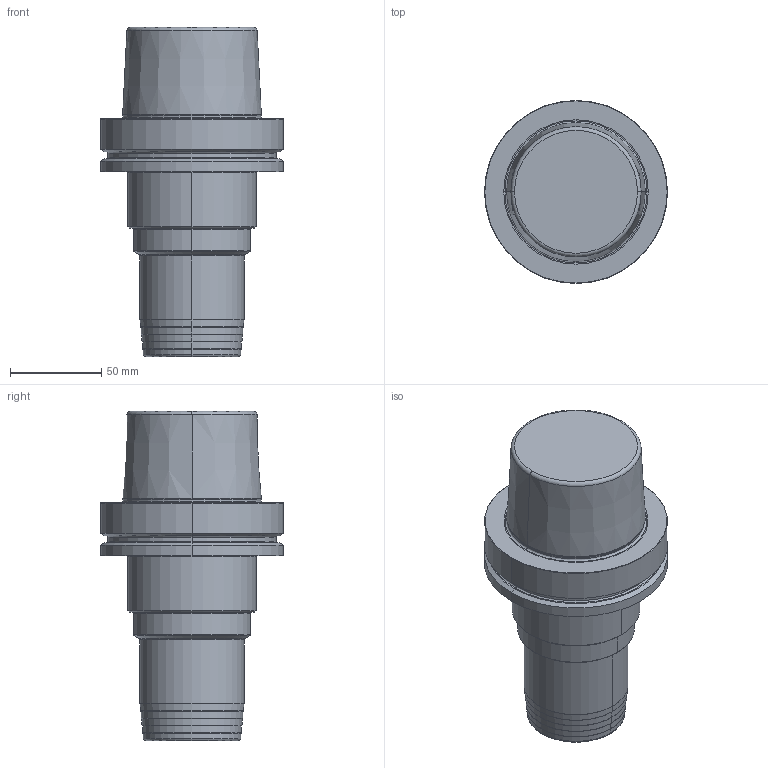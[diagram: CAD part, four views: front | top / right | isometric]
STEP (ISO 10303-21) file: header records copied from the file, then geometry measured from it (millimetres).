
FILE_DESCRIPTION((''),'2;1');
FILE_NAME('607635465-000-00-E43','2022-01-14T12:39:55',('bahnemannr'),(''),'CREO PARAMETRIC BY PTC INC, 2019030','CREO PARAMETRIC BY PTC INC, 2019030','');
FILE_SCHEMA(('AP242_MANAGED_MODEL_BASED_3D_ENGINEERING_MIM_LF { 1 0 10303 442 1 1 4 }'));
Length unit declared in the file: millimetre
Products named in the file (1): 607635465-000-00-E43
Bounding box: 100 x 100 x 179.9 mm (x, y, z)
Volume: 708462.3 mm3; surface area: 60225.5 mm2
Topology: 1 solids, 1 shells, 89 faces, 178 edges, 102 vertices
Faces by surface type: torus 32, cone 28, cylinder 16, plane 13
Entity records: 3499 total; most frequent: DIRECTION 498, CARTESIAN_POINT 373, ORIENTED_EDGE 352, AXIS2_PLACEMENT_3D 227, PRESENTATION_STYLE_ASSIGNMENT 182, STYLED_ITEM 182, CURVE_STYLE 181, EDGE_CURVE 176
